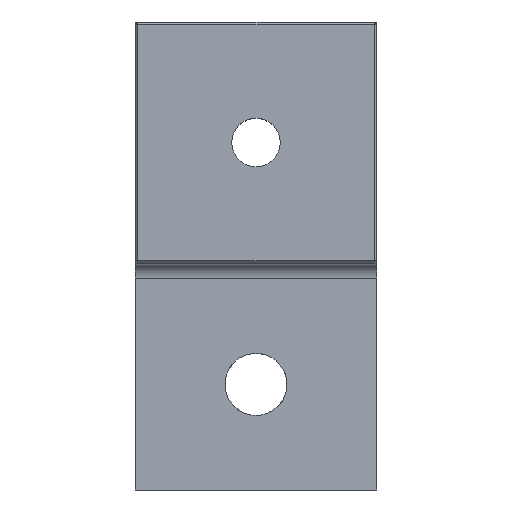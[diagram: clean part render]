
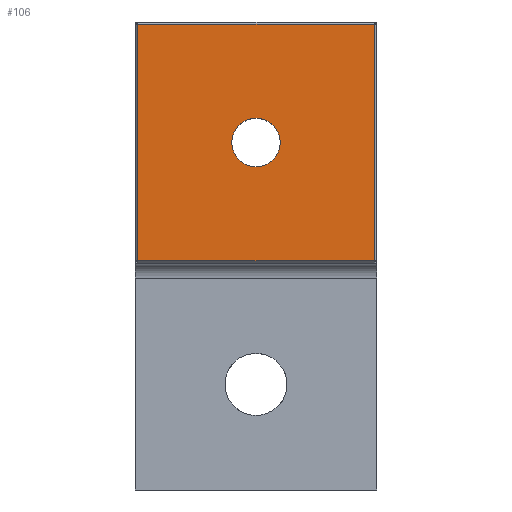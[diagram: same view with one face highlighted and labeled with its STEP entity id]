
A CAD part, top view. The second image highlights one B-rep face of the part: STEP entity #106.
In plain terms, the highlighted planar face has unit normal (0, 0, 1).
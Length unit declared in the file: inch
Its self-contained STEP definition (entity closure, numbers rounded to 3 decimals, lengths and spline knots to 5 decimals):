
#31 = ORIENTED_EDGE ( 'NONE', *, *, #913, .T. ) ;
#42 = VERTEX_POINT ( 'NONE', #234 ) ;
#44 = CIRCLE ( 'NONE', #914, 0.1005 ) ;
#51 = LINE ( 'NONE', #272, #640 ) ;
#106 = ADVANCED_FACE ( 'NONE', ( #153, #861 ), #982, .F. ) ;
#117 = EDGE_CURVE ( 'NONE', #415, #42, #51, .T. ) ;
#148 = LINE ( 'NONE', #1361, #1396 ) ;
#153 = FACE_BOUND ( 'NONE', #723, .T. ) ;
#234 = CARTESIAN_POINT ( 'NONE',  ( -0.99016, 0.82421, 1.3691 ) ) ;
#251 = CARTESIAN_POINT ( 'NONE',  ( -0.00984, 0.33405, 1.3691 ) ) ;
#258 = EDGE_CURVE ( 'NONE', #616, #340, #709, .T. ) ;
#269 = EDGE_LOOP ( 'NONE', ( #1345, #799, #950, #1509 ) ) ;
#272 = CARTESIAN_POINT ( 'NONE',  ( -0.99016, 0.33405, 1.3691 ) ) ;
#340 = VERTEX_POINT ( 'NONE', #1415 ) ;
#370 = DIRECTION ( 'NONE',  ( 0., 1., 0. ) ) ;
#388 = DIRECTION ( 'NONE',  ( 0., 0., -1. ) ) ;
#397 = CARTESIAN_POINT ( 'NONE',  ( -0.00984, 0.82421, 1.3691 ) ) ;
#415 = VERTEX_POINT ( 'NONE', #500 ) ;
#442 = DIRECTION ( 'NONE',  ( 0., 0., -1. ) ) ;
#461 = EDGE_CURVE ( 'NONE', #1161, #415, #148, .T. ) ;
#484 = AXIS2_PLACEMENT_3D ( 'NONE', #1458, #388, #652 ) ;
#500 = CARTESIAN_POINT ( 'NONE',  ( -0.99016, -0.15611, 1.3691 ) ) ;
#529 = LINE ( 'NONE', #668, #1474 ) ;
#550 = VECTOR ( 'NONE', #1205, 39.37008 ) ;
#616 = VERTEX_POINT ( 'NONE', #1188 ) ;
#638 = DIRECTION ( 'NONE',  ( -1., 0., 0. ) ) ;
#640 = VECTOR ( 'NONE', #370, 39.37008 ) ;
#652 = DIRECTION ( 'NONE',  ( -1., 0., 0. ) ) ;
#668 = CARTESIAN_POINT ( 'NONE',  ( -0.5, 0.82421, 1.3691 ) ) ;
#689 = DIRECTION ( 'NONE',  ( -1., 0., 0. ) ) ;
#697 = ORIENTED_EDGE ( 'NONE', *, *, #258, .T. ) ;
#709 = CIRCLE ( 'NONE', #1349, 0.1005 ) ;
#723 = EDGE_LOOP ( 'NONE', ( #697, #31 ) ) ;
#764 = VERTEX_POINT ( 'NONE', #397 ) ;
#789 = CARTESIAN_POINT ( 'NONE',  ( -0.5, 0.33405, 1.3691 ) ) ;
#799 = ORIENTED_EDGE ( 'NONE', *, *, #461, .F. ) ;
#861 = FACE_OUTER_BOUND ( 'NONE', #269, .T. ) ;
#886 = DIRECTION ( 'NONE',  ( 1., 0., 0. ) ) ;
#913 = EDGE_CURVE ( 'NONE', #340, #616, #44, .T. ) ;
#914 = AXIS2_PLACEMENT_3D ( 'NONE', #789, #1491, #1134 ) ;
#941 = LINE ( 'NONE', #251, #550 ) ;
#950 = ORIENTED_EDGE ( 'NONE', *, *, #1279, .F. ) ;
#966 = EDGE_CURVE ( 'NONE', #42, #764, #529, .T. ) ;
#982 = PLANE ( 'NONE',  #484 ) ;
#1134 = DIRECTION ( 'NONE',  ( -1., 0., 0. ) ) ;
#1161 = VERTEX_POINT ( 'NONE', #1520 ) ;
#1188 = CARTESIAN_POINT ( 'NONE',  ( -0.6005, 0.33405, 1.3691 ) ) ;
#1205 = DIRECTION ( 'NONE',  ( 0., -1., 0. ) ) ;
#1279 = EDGE_CURVE ( 'NONE', #764, #1161, #941, .T. ) ;
#1345 = ORIENTED_EDGE ( 'NONE', *, *, #117, .F. ) ;
#1349 = AXIS2_PLACEMENT_3D ( 'NONE', #1519, #442, #689 ) ;
#1361 = CARTESIAN_POINT ( 'NONE',  ( -0.5, -0.15611, 1.3691 ) ) ;
#1396 = VECTOR ( 'NONE', #638, 39.37008 ) ;
#1415 = CARTESIAN_POINT ( 'NONE',  ( -0.3995, 0.33405, 1.3691 ) ) ;
#1458 = CARTESIAN_POINT ( 'NONE',  ( -0.5, 0.33405, 1.3691 ) ) ;
#1474 = VECTOR ( 'NONE', #886, 39.37008 ) ;
#1491 = DIRECTION ( 'NONE',  ( 0., 0., -1. ) ) ;
#1509 = ORIENTED_EDGE ( 'NONE', *, *, #966, .F. ) ;
#1519 = CARTESIAN_POINT ( 'NONE',  ( -0.5, 0.33405, 1.3691 ) ) ;
#1520 = CARTESIAN_POINT ( 'NONE',  ( -0.00984, -0.15611, 1.3691 ) ) ;
